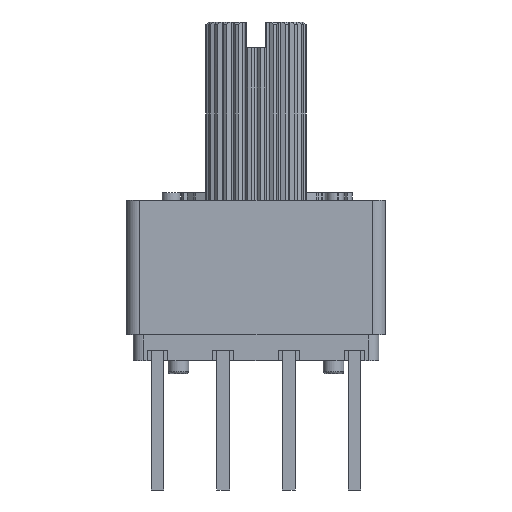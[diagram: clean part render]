
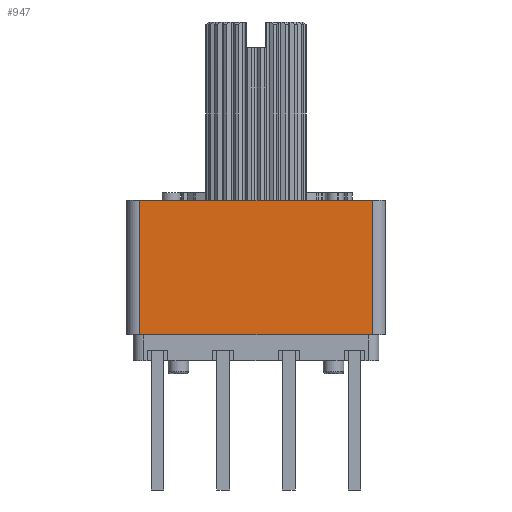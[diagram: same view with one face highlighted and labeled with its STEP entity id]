
A CAD part, left-side view. The second image highlights one B-rep face of the part: STEP entity #947.
In plain terms, the highlighted planar face has unit normal (-1, 0, 0).
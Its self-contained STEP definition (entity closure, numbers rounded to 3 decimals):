
#947 = ADVANCED_FACE( '', ( #1977 ), #1978, .T. );
#1977 = FACE_OUTER_BOUND( '', #3080, .T. );
#1978 = PLANE( '', #3081 );
#3080 = EDGE_LOOP( '', ( #5780, #5781, #5782, #5783 ) );
#3081 = AXIS2_PLACEMENT_3D( '', #5784, #5785, #5786 );
#5780 = ORIENTED_EDGE( '', *, *, #7308, .F. );
#5781 = ORIENTED_EDGE( '', *, *, #7392, .F. );
#5782 = ORIENTED_EDGE( '', *, *, #7615, .T. );
#5783 = ORIENTED_EDGE( '', *, *, #7498, .T. );
#5784 = CARTESIAN_POINT( '', ( -5., 4.5, -5.2 ) );
#5785 = DIRECTION( '', ( -1., 0., 0. ) );
#5786 = DIRECTION( '', ( 0., 0., 1. ) );
#7308 = EDGE_CURVE( '', #9063, #9065, #9066, .T. );
#7392 = EDGE_CURVE( '', #9188, #9063, #9190, .T. );
#7498 = EDGE_CURVE( '', #9329, #9065, #9330, .T. );
#7615 = EDGE_CURVE( '', #9188, #9329, #9487, .T. );
#9063 = VERTEX_POINT( '', #11463 );
#9065 = VERTEX_POINT( '', #11465 );
#9066 = LINE( '', #11466, #11467 );
#9188 = VERTEX_POINT( '', #11653 );
#9190 = LINE( '', #11655, #11656 );
#9329 = VERTEX_POINT( '', #11860 );
#9330 = LINE( '', #11861, #11862 );
#9487 = LINE( '', #12090, #12091 );
#11463 = CARTESIAN_POINT( '', ( -5., 4.5, 0. ) );
#11465 = CARTESIAN_POINT( '', ( -5., -4.5, 0. ) );
#11466 = CARTESIAN_POINT( '', ( -5., 4.5, 0. ) );
#11467 = VECTOR( '', #13304, 1000. );
#11653 = CARTESIAN_POINT( '', ( -5., 4.5, -5.2 ) );
#11655 = CARTESIAN_POINT( '', ( -5., 4.5, -5.2 ) );
#11656 = VECTOR( '', #13396, 1000. );
#11860 = CARTESIAN_POINT( '', ( -5., -4.5, -5.2 ) );
#11861 = CARTESIAN_POINT( '', ( -5., -4.5, -5.2 ) );
#11862 = VECTOR( '', #13501, 1000. );
#12090 = CARTESIAN_POINT( '', ( -5., 4.5, -5.2 ) );
#12091 = VECTOR( '', #13609, 1000. );
#13304 = DIRECTION( '', ( 0., -1., 0. ) );
#13396 = DIRECTION( '', ( 0., 0., 1. ) );
#13501 = DIRECTION( '', ( 0., 0., 1. ) );
#13609 = DIRECTION( '', ( 0., -1., 0. ) );
